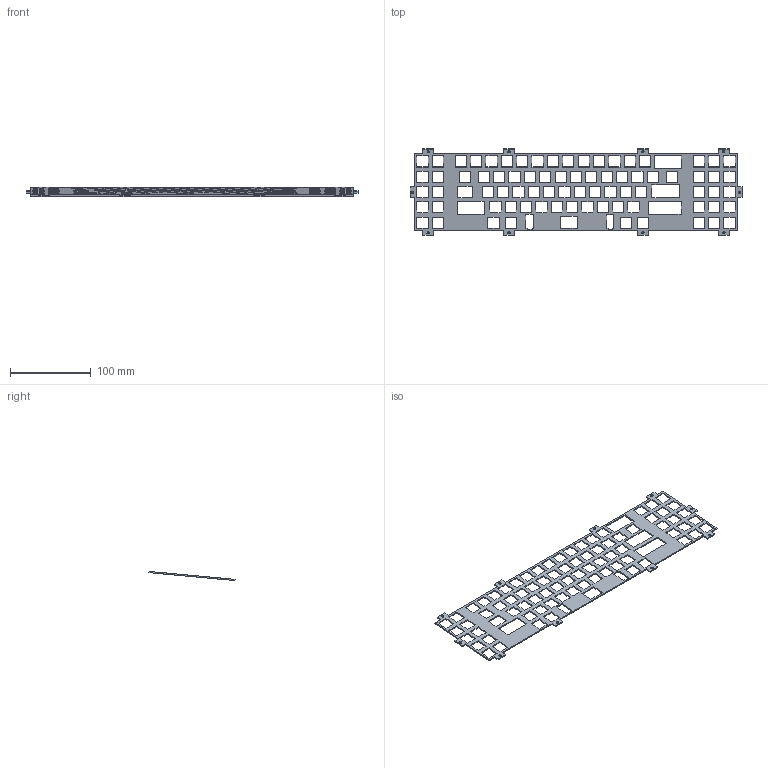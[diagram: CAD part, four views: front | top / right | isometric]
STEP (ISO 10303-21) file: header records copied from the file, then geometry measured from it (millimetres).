
FILE_DESCRIPTION(/* description */ (''),/* implementation_level */ '2;1');
FILE_NAME(/* name */ 'plate.step',/* time_stamp */ '2025-04-07T19:19:40+02:00',/* author */ (''),/* organization */ (''),/* preprocessor_version */ 'ST-DEVELOPER v20.1',/* originating_system */ 'Autodesk Translation Framework v14.4.0.0',/* authorisation */ '');
FILE_SCHEMA (('AUTOMOTIVE_DESIGN { 1 0 10303 214 3 1 1 }'));
Length unit declared in the file: millimetre
Products named in the file (1): Keyboard case
Bounding box: 412.05 x 106.93 x 11.4 mm (x, y, z)
Volume: 30767.9 mm3; surface area: 50369.4 mm2
Topology: 1 solids, 1 shells, 506 faces, 1512 edges, 1008 vertices
Faces by surface type: plane 406, cylinder 80, bspline 20
Full cylindrical faces by diameter (mm): 2.529 x10, 3.086 x9
Entity records: 23649 total; most frequent: CARTESIAN_POINT 10027, ORIENTED_EDGE 3024, DIRECTION 2326, EDGE_CURVE 1512, LINE 1272, VECTOR 1272, VERTEX_POINT 1008, EDGE_LOOP 696
